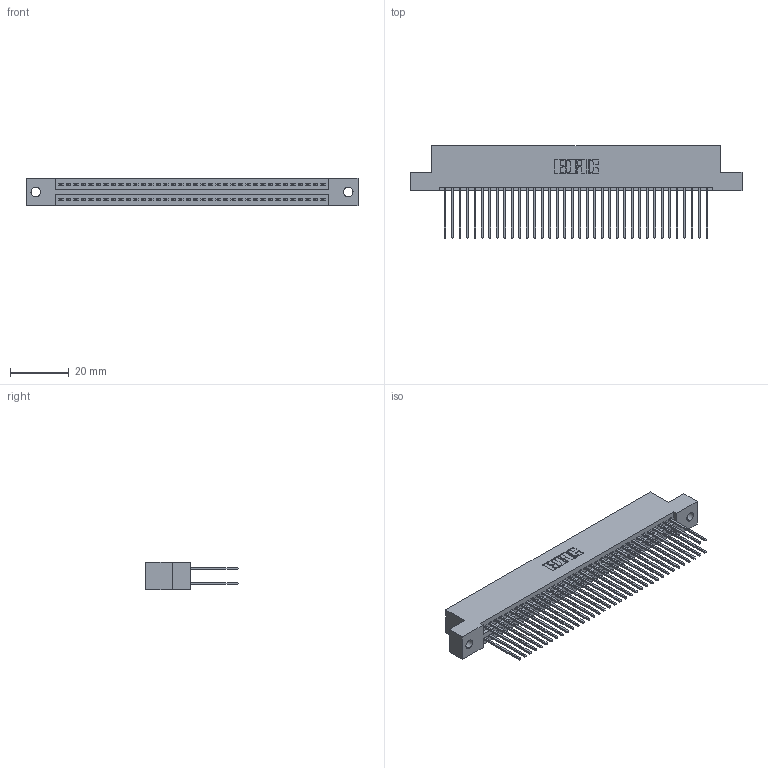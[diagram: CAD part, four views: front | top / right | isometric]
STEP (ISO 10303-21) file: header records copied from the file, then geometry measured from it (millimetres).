
FILE_DESCRIPTION (( 'STEP AP203' ), '1' );
FILE_NAME ('345-072-542-202.STEP', '2018-10-02T07:14:30', ( '' ), ( '' ), 'SwSTEP 2.0', 'SolidWorks 2016', '' );
FILE_SCHEMA (( 'CONFIG_CONTROL_DESIGN' ));
Length unit declared in the file: inch
Products named in the file (3): 345-072-542-202; 345-292-001_345-293-142; 345 Part_Flush Mounting Lugs - 0.128 Dia
Assembly tree (73 placements, depth 2):
  345-072-542-202
    345 Part_Flush Mounting Lugs - 0.128 Dia
    345-292-001_345-293-142  x72
Bounding box: 112.65 x 31.29 x 9.4 mm (x, y, z)
Volume: 11186.1 mm3; surface area: 17714.5 mm2
Topology: 73 solids, 73 shells, 3726 faces, 11069 edges, 7282 vertices
Faces by surface type: plane 2456, cylinder 1270
Entity records: 29075 total; most frequent: CARTESIAN_POINT 4880, ORIENTED_EDGE 4814, DIRECTION 4311, EDGE_CURVE 2407, LINE 2131, VECTOR 2131, VERTEX_POINT 1602, AXIS2_PLACEMENT_3D 1090
